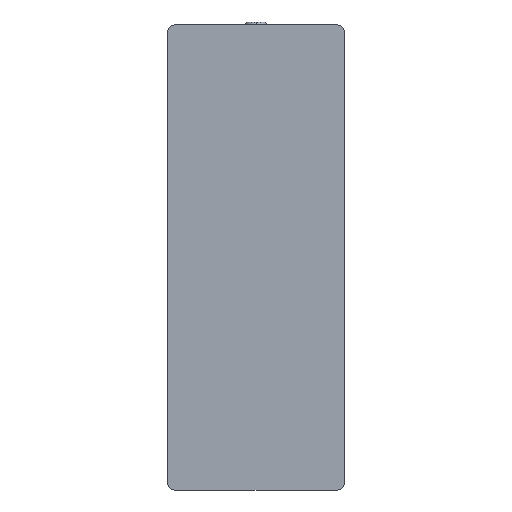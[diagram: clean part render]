
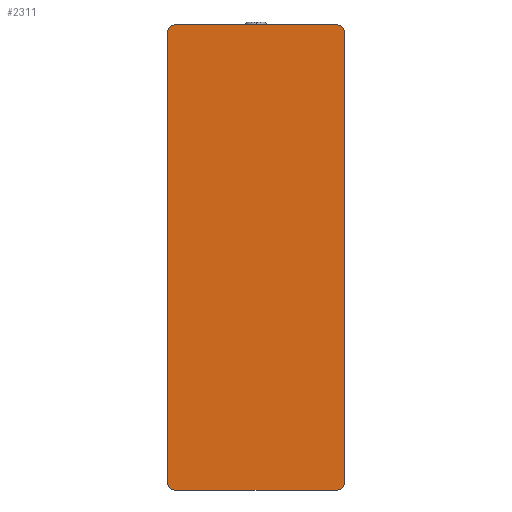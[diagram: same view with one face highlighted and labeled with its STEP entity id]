
A CAD part, left-side view. The second image highlights one B-rep face of the part: STEP entity #2311.
In plain terms, the highlighted planar face has unit normal (-1, 0, 0).
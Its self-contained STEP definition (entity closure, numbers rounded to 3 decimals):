
#2006=CARTESIAN_POINT('POINT8473',(-18.7,17.5,84.));
#2007=VERTEX_POINT('VERTEX8473',#2006);
#2014=CARTESIAN_POINT('POINT8474',(-18.7,-17.5,84.));
#2015=VERTEX_POINT('VERTEX8474',#2014);
#2016=CARTESIAN_POINT('POS12107',(-18.7,-17.5,84.));
#2017=DIRECTION('DIR18915',(0.,1.,0.));
#2018=VECTOR('VEC5299',#2017,1.);
#2019=LINE('STRAIGHT5299',#2016,#2018);
#2020=EDGE_CURVE('EDGE13586',#2015,#2007,#2019,.T.);
#2085=CARTESIAN_POINT('POINT8478',(-18.7,19.,82.5));
#2086=VERTEX_POINT('VERTEX8478',#2085);
#2093=CARTESIAN_POINT('POS12116',(-18.7,17.5,82.5));
#2094=DIRECTION('DIR18928',(-1.,0.,0.));
#2095=DIRECTION('DIR18929',(0.,0.,1.));
#2096=AXIS2_PLACEMENT_3D('AXIS6813',#2093,#2094,#2095);
#2097=CIRCLE('ELLIPSE3253',#2096,1.5);
#2098=EDGE_CURVE('EDGE13594',#2007,#2086,#2097,.T.);
#2149=CARTESIAN_POINT('POINT8481',(-18.7,17.5,-16.));
#2150=VERTEX_POINT('VERTEX8481',#2149);
#2159=CARTESIAN_POINT('POINT8483',(-18.7,19.,-14.5));
#2160=VERTEX_POINT('VERTEX8483',#2159);
#2161=CARTESIAN_POINT('POS12123',(-18.7,17.5,-14.5));
#2162=DIRECTION('DIR18939',(-1.,0.,0.));
#2163=DIRECTION('DIR18940',(0.,1.,0.));
#2164=AXIS2_PLACEMENT_3D('AXIS6817',#2161,#2162,#2163);
#2165=CIRCLE('ELLIPSE3255',#2164,1.5);
#2166=EDGE_CURVE('EDGE13600',#2160,#2150,#2165,.T.);
#2231=CARTESIAN_POINT('POINT8487',(-18.7,-19.,-14.5));
#2232=VERTEX_POINT('VERTEX8487',#2231);
#2241=CARTESIAN_POINT('POINT8489',(-18.7,-17.5,-16.));
#2242=VERTEX_POINT('VERTEX8489',#2241);
#2243=CARTESIAN_POINT('POS12132',(-18.7,-17.5,-14.5));
#2244=DIRECTION('DIR18953',(-1.,0.,0.));
#2245=DIRECTION('DIR18954',(0.,0.,-1.));
#2246=AXIS2_PLACEMENT_3D('AXIS6822',#2243,#2244,#2245);
#2247=CIRCLE('ELLIPSE3258',#2246,1.5);
#2248=EDGE_CURVE('EDGE13608',#2242,#2232,#2247,.T.);
#2273=CARTESIAN_POINT('POS12136',(-18.7,0.,
   -16.));
#2274=DIRECTION('DIR18960',(0.,-1.,0.));
#2275=VECTOR('VEC5312',#2274,1.);
#2276=LINE('STRAIGHT5312',#2273,#2275);
#2277=EDGE_CURVE('EDGE13611',#2150,#2242,#2276,.T.);
#2278=ORIENTED_EDGE('COEDGE27141',*,*,#2277,.T.);
#2279=ORIENTED_EDGE('COEDGE27142',*,*,#2248,.T.);
#2280=CARTESIAN_POINT('POINT8491',(-18.7,-19.,82.5));
#2281=VERTEX_POINT('VERTEX8491',#2280);
#2282=CARTESIAN_POINT('POS12137',(-18.7,-19.,-14.5));
#2283=DIRECTION('DIR18961',(0.,0.,1.));
#2284=VECTOR('VEC5313',#2283,1.);
#2285=LINE('STRAIGHT5313',#2282,#2284);
#2286=EDGE_CURVE('EDGE13612',#2232,#2281,#2285,.T.);
#2287=ORIENTED_EDGE('COEDGE27143',*,*,#2286,.T.);
#2288=CARTESIAN_POINT('POS12138',(-18.7,-17.5,82.5));
#2289=DIRECTION('DIR18962',(-1.,0.,0.));
#2290=DIRECTION('DIR18963',(0.,-1.,0.));
#2291=AXIS2_PLACEMENT_3D('AXIS6825',#2288,#2289,#2290);
#2292=CIRCLE('ELLIPSE3260',#2291,1.5);
#2293=EDGE_CURVE('EDGE13613',#2281,#2015,#2292,.T.);
#2294=ORIENTED_EDGE('COEDGE27144',*,*,#2293,.T.);
#2295=ORIENTED_EDGE('COEDGE27145',*,*,#2020,.T.);
#2296=ORIENTED_EDGE('COEDGE27146',*,*,#2098,.T.);
#2297=CARTESIAN_POINT('POS12139',(-18.7,19.,82.5));
#2298=DIRECTION('DIR18964',(0.,0.,-1.));
#2299=VECTOR('VEC5314',#2298,1.);
#2300=LINE('STRAIGHT5314',#2297,#2299);
#2301=EDGE_CURVE('EDGE13614',#2086,#2160,#2300,.T.);
#2302=ORIENTED_EDGE('COEDGE27147',*,*,#2301,.T.);
#2303=ORIENTED_EDGE('COEDGE27148',*,*,#2166,.T.);
#2304=EDGE_LOOP('NONE',(#2278,#2279,#2287,#2294,#2295,#2296,#2302,#2303)
   );
#2305=FACE_BOUND('LOOP1',#2304,.T.);
#2306=CARTESIAN_POINT('POS12140',(-18.7,0.,
   34.));
#2307=DIRECTION('DIR18965',(1.,0.,0.));
#2308=DIRECTION('DIR18966',(0.,1.,0.));
#2309=AXIS2_PLACEMENT_3D('AXIS6826',#2306,#2307,#2308);
#2310=PLANE('PLANE1973',#2309);
#2311=ADVANCED_FACE('FACE6108',(#2305),#2310,.F.);
